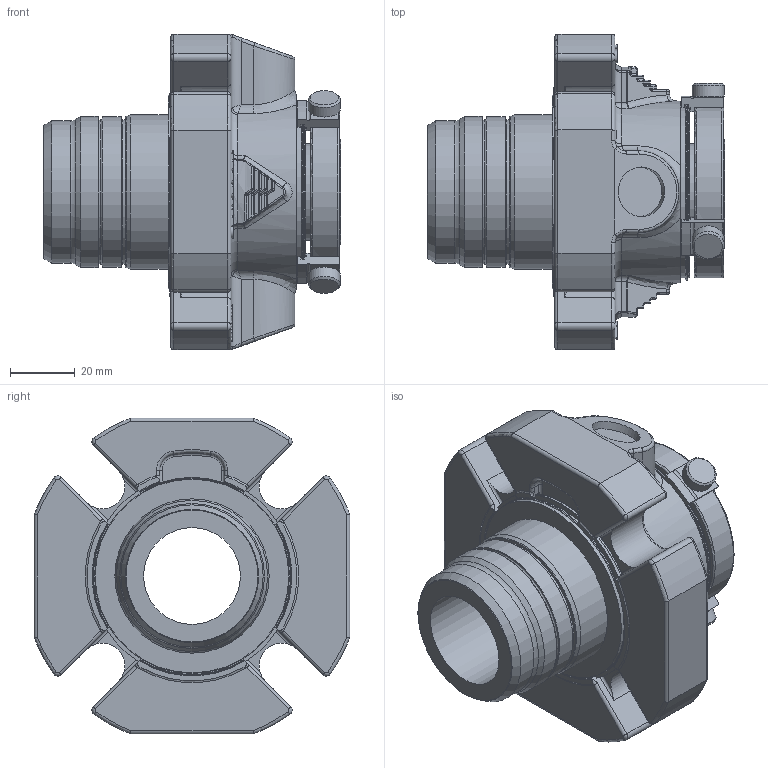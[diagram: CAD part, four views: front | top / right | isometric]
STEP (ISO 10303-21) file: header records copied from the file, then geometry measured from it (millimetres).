
FILE_DESCRIPTION(/* description */ ('Unknown'),/* implementation_level */ '2;1');
FILE_NAME(/* name */ '30mm - STEP',/* time_stamp */ '2023-01-26T10:29:23+00:00',/* author */ ('Unknown'),/* organization */ ('Unknown'),/* preprocessor_version */ 'ST-DEVELOPER v16.7',/* originating_system */ 'Solid Edge',/* authorisation */ 'Unknown');
FILE_SCHEMA (('AUTOMOTIVE_DESIGN {1 0 10303 214 3 1 1}'));
Length unit declared in the file: millimetre
Products named in the file (1): 30mm - 3
Bounding box: 92 x 97.79 x 97.79 mm (x, y, z)
Volume: 234964 mm3; surface area: 50853.7 mm2
Topology: 1 solids, 1 shells, 1010 faces, 2550 edges, 1562 vertices
Faces by surface type: cylinder 348, plane 298, bspline 161, torus 130, sphere 40, cone 33
Full cylindrical faces by diameter (mm): 3.87 x2, 10 x3, 15.342 x2, 29.997 x1, 30.099 x1, 32.766 x1, 44.069 x1, 44.729 x2, 46.609 x1, 46.812 x1, 47.752 x1, 53.162 x3, 54.686 x1, 57.455 x1, 60 x1, 60.401 x1, 60.808 x1
Entity records: 32734 total; most frequent: CARTESIAN_POINT 9539, ORIENTED_EDGE 4926, DIRECTION 4699, EDGE_CURVE 2463, AXIS2_PLACEMENT_3D 1802, VERTEX_POINT 1543, EDGE_LOOP 1114, FACE_BOUND 1114
